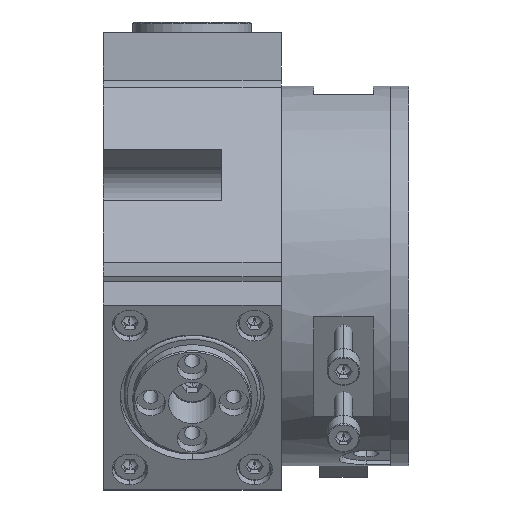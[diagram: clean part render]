
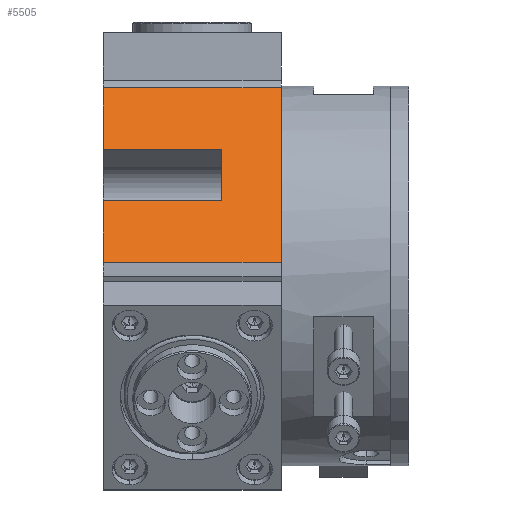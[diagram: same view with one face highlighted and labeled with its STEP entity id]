
A CAD part, left-side view. The second image highlights one B-rep face of the part: STEP entity #5505.
In plain terms, the highlighted planar face has unit normal (-0.866, 0, 0.5).
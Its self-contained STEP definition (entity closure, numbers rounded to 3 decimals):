
#1862 = EDGE_LOOP ( 'NONE', ( #19802, #19803, #19804, #19805, #19806, #19807, #19808, #19809 ) ) ;
#4700 = VERTEX_POINT ( 'NONE', #14438 ) ;
#4701 = VERTEX_POINT ( 'NONE', #14439 ) ;
#4711 = VERTEX_POINT ( 'NONE', #14449 ) ;
#4712 = VERTEX_POINT ( 'NONE', #14450 ) ;
#4713 = VERTEX_POINT ( 'NONE', #14451 ) ;
#4714 = VERTEX_POINT ( 'NONE', #14452 ) ;
#4715 = VERTEX_POINT ( 'NONE', #14453 ) ;
#4716 = VERTEX_POINT ( 'NONE', #14454 ) ;
#5505 = ADVANCED_FACE ( 'NONE', ( #23868 ), #14611, .T. ) ;
#9255 = CARTESIAN_POINT ( 'NONE',  ( -37.93, -30., 2.303 ) ) ;
#9261 = DIRECTION ( 'NONE',  ( 0.5, 0., 0.866 ) ) ;
#9330 = CARTESIAN_POINT ( 'NONE',  ( -31.945, -20., 12.67 ) ) ;
#9338 = CARTESIAN_POINT ( 'NONE',  ( -37.93, -30., 2.303 ) ) ;
#9339 = DIRECTION ( 'NONE',  ( 0., 1., 0. ) ) ;
#9340 = CARTESIAN_POINT ( 'NONE',  ( -37.93, 0., 2.303 ) ) ;
#9341 = DIRECTION ( 'NONE',  ( 0.5, 0., 0.866 ) ) ;
#9342 = CARTESIAN_POINT ( 'NONE',  ( -37.93, 0., 2.303 ) ) ;
#9343 = DIRECTION ( 'NONE',  ( 0.5, 0., 0.866 ) ) ;
#9344 = CARTESIAN_POINT ( 'NONE',  ( -20.96, -30., 31.697 ) ) ;
#9345 = DIRECTION ( 'NONE',  ( 0., 1., 0. ) ) ;
#9351 = DIRECTION ( 'NONE',  ( 0., 1., 0. ) ) ;
#9352 = CARTESIAN_POINT ( 'NONE',  ( -31.945, -20., 12.67 ) ) ;
#9353 = DIRECTION ( 'NONE',  ( 0.5, 0., 0.866 ) ) ;
#9355 = CARTESIAN_POINT ( 'NONE',  ( -26.945, -20., 21.33 ) ) ;
#9356 = DIRECTION ( 'NONE',  ( 0., 1., 0. ) ) ;
#10143 = VECTOR ( 'NONE', #9261, 1000. ) ;
#10150 = LINE ( 'NONE', #9255, #10143 ) ;
#10205 = LINE ( 'NONE', #9338, #10206 ) ;
#10206 = VECTOR ( 'NONE', #9339, 1000. ) ;
#10207 = LINE ( 'NONE', #9340, #10208 ) ;
#10208 = VECTOR ( 'NONE', #9341, 1000. ) ;
#10209 = LINE ( 'NONE', #9342, #10210 ) ;
#10210 = VECTOR ( 'NONE', #9343, 1000. ) ;
#10211 = LINE ( 'NONE', #9344, #10212 ) ;
#10212 = VECTOR ( 'NONE', #9345, 1000. ) ;
#10214 = LINE ( 'NONE', #9330, #10216 ) ;
#10216 = VECTOR ( 'NONE', #9351, 1000. ) ;
#10218 = LINE ( 'NONE', #9352, #10219 ) ;
#10219 = VECTOR ( 'NONE', #9353, 1000. ) ;
#10220 = LINE ( 'NONE', #9355, #10221 ) ;
#10221 = VECTOR ( 'NONE', #9356, 1000. ) ;
#14438 = CARTESIAN_POINT ( 'NONE',  ( -20.96, -30., 31.697 ) ) ;
#14439 = CARTESIAN_POINT ( 'NONE',  ( -37.93, -30., 2.303 ) ) ;
#14449 = CARTESIAN_POINT ( 'NONE',  ( -20.96, 0., 31.697 ) ) ;
#14450 = CARTESIAN_POINT ( 'NONE',  ( -31.945, -20., 12.67 ) ) ;
#14451 = CARTESIAN_POINT ( 'NONE',  ( -31.945, 0., 12.67 ) ) ;
#14452 = CARTESIAN_POINT ( 'NONE',  ( -37.93, 0., 2.303 ) ) ;
#14453 = CARTESIAN_POINT ( 'NONE',  ( -26.945, 0., 21.33 ) ) ;
#14454 = CARTESIAN_POINT ( 'NONE',  ( -26.945, -20., 21.33 ) ) ;
#14610 = CARTESIAN_POINT ( 'NONE',  ( -37.93, -30., 2.303 ) ) ;
#14611 = PLANE ( 'NONE',  #23921 ) ;
#14613 = DIRECTION ( 'NONE',  ( -0.866, 0., 0.5 ) ) ;
#14614 = DIRECTION ( 'NONE',  ( 0.5, 0., 0.866 ) ) ;
#19802 = ORIENTED_EDGE ( 'NONE', *, *, #20554, .T. ) ;
#19803 = ORIENTED_EDGE ( 'NONE', *, *, #20549, .F. ) ;
#19804 = ORIENTED_EDGE ( 'NONE', *, *, #20548, .F. ) ;
#19805 = ORIENTED_EDGE ( 'NONE', *, *, #20515, .T. ) ;
#19806 = ORIENTED_EDGE ( 'NONE', *, *, #20551, .T. ) ;
#19807 = ORIENTED_EDGE ( 'NONE', *, *, #20550, .F. ) ;
#19808 = ORIENTED_EDGE ( 'NONE', *, *, #20556, .F. ) ;
#19809 = ORIENTED_EDGE ( 'NONE', *, *, #20555, .F. ) ;
#20515 = EDGE_CURVE ( 'NONE', #4701, #4700, #10150, .T. ) ;
#20548 = EDGE_CURVE ( 'NONE', #4701, #4714, #10205, .T. ) ;
#20549 = EDGE_CURVE ( 'NONE', #4714, #4713, #10207, .T. ) ;
#20550 = EDGE_CURVE ( 'NONE', #4715, #4711, #10209, .T. ) ;
#20551 = EDGE_CURVE ( 'NONE', #4700, #4711, #10211, .T. ) ;
#20554 = EDGE_CURVE ( 'NONE', #4712, #4713, #10214, .T. ) ;
#20555 = EDGE_CURVE ( 'NONE', #4712, #4716, #10218, .T. ) ;
#20556 = EDGE_CURVE ( 'NONE', #4716, #4715, #10220, .T. ) ;
#23868 = FACE_OUTER_BOUND ( 'NONE', #1862, .T. ) ;
#23921 = AXIS2_PLACEMENT_3D ( 'NONE', #14610, #14613, #14614 ) ;
